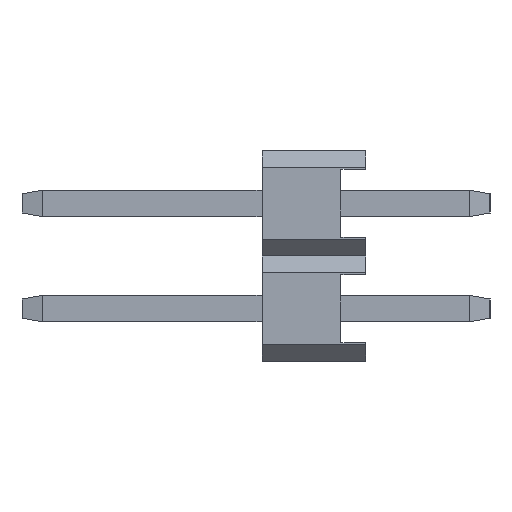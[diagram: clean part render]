
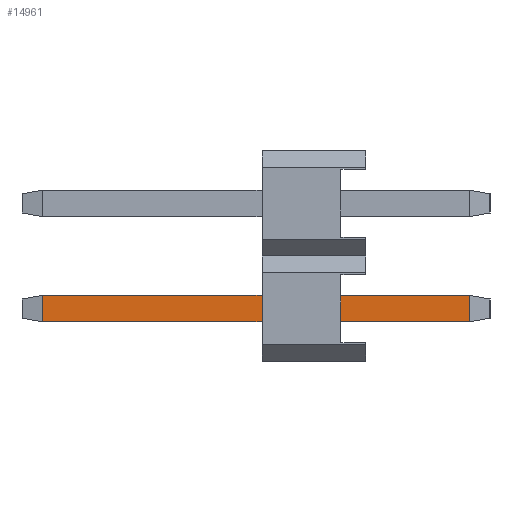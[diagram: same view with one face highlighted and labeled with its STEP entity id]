
A CAD part, left-side view. The second image highlights one B-rep face of the part: STEP entity #14961.
In plain terms, the highlighted planar face has unit normal (-1, 0, 0).
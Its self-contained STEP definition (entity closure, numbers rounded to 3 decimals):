
#1035=FACE_OUTER_BOUND('',#1973,.T.);
#1973=EDGE_LOOP('',(#11571,#11572,#11573,#11574));
#3424=LINE('',#21955,#5432);
#3426=LINE('',#21959,#5434);
#3427=LINE('',#21961,#5435);
#3428=LINE('',#21962,#5436);
#5432=VECTOR('',#17932,1000.);
#5434=VECTOR('',#17936,1000.);
#5435=VECTOR('',#17937,1000.);
#5436=VECTOR('',#17938,1000.);
#7143=VERTEX_POINT('',#21952);
#7144=VERTEX_POINT('',#21954);
#7145=VERTEX_POINT('',#21958);
#7146=VERTEX_POINT('',#21960);
#8672=EDGE_CURVE('',#7144,#7143,#3424,.T.);
#8674=EDGE_CURVE('',#7143,#7145,#3426,.T.);
#8675=EDGE_CURVE('',#7146,#7145,#3427,.T.);
#8676=EDGE_CURVE('',#7146,#7144,#3428,.T.);
#11571=ORIENTED_EDGE('',*,*,#8672,.T.);
#11572=ORIENTED_EDGE('',*,*,#8674,.T.);
#11573=ORIENTED_EDGE('',*,*,#8675,.F.);
#11574=ORIENTED_EDGE('',*,*,#8676,.T.);
#14103=PLANE('',#15879);
#14961=ADVANCED_FACE('',(#1035),#14103,.F.);
#15879=AXIS2_PLACEMENT_3D('',#21957,#17934,#17935);
#17932=DIRECTION('',(0.,-1.,0.));
#17934=DIRECTION('center_axis',(1.,0.,0.));
#17935=DIRECTION('ref_axis',(0.,0.,-1.));
#17936=DIRECTION('',(0.,0.,1.));
#17937=DIRECTION('',(0.,-1.,0.));
#17938=DIRECTION('',(0.,0.,-1.));
#21952=CARTESIAN_POINT('',(-24.45,-2.5,-1.59));
#21954=CARTESIAN_POINT('',(-24.45,7.8,-1.59));
#21955=CARTESIAN_POINT('',(-24.45,8.3,-1.59));
#21957=CARTESIAN_POINT('Origin',(-24.45,8.3,-1.59));
#21958=CARTESIAN_POINT('',(-24.45,-2.5,-0.95));
#21959=CARTESIAN_POINT('',(-24.45,-2.5,-1.59));
#21960=CARTESIAN_POINT('',(-24.45,7.8,-0.95));
#21961=CARTESIAN_POINT('',(-24.45,8.3,-0.95));
#21962=CARTESIAN_POINT('',(-24.45,7.8,-1.59));
